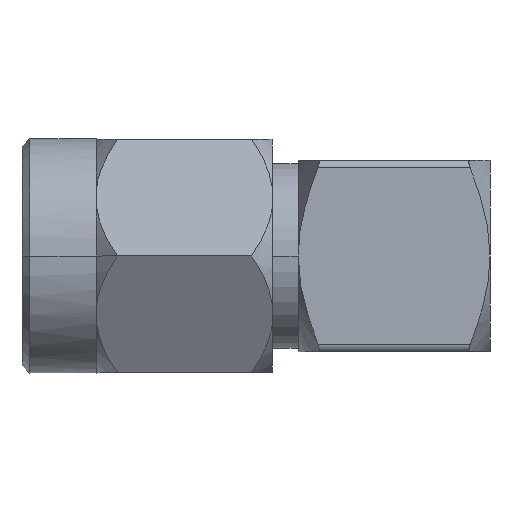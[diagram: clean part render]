
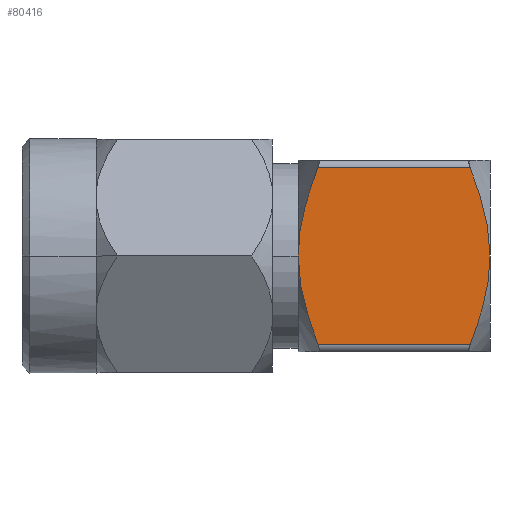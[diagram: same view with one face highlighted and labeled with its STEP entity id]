
A CAD part, left-side view. The second image highlights one B-rep face of the part: STEP entity #80416.
In plain terms, the highlighted planar face has unit normal (-1, 0, 0).
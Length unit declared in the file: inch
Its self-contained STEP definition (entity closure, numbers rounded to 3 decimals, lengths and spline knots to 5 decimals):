
#1270 = ORIENTED_EDGE ( 'NONE', *, *, #20594, .T. ) ;
#2983 = CARTESIAN_POINT ( 'NONE',  ( -0.125, -0.61, 0.01989 ) ) ;
#3279 = CARTESIAN_POINT ( 'NONE',  ( -0.125, -0.36331, -0.03944 ) ) ;
#6729 = DIRECTION ( 'NONE',  ( 0., -1., 0. ) ) ;
#8141 = CARTESIAN_POINT ( 'NONE',  ( -0.125, -0.61, 0. ) ) ;
#8818 = CARTESIAN_POINT ( 'NONE',  ( -0.125, -0.36, 0.01989 ) ) ;
#12879 = CARTESIAN_POINT ( 'NONE',  ( -0.125, -0.5841, -0.115 ) ) ;
#16703 = VERTEX_POINT ( 'NONE', #48697 ) ;
#17070 = VERTEX_POINT ( 'NONE', #24133 ) ;
#18560 = LINE ( 'NONE', #25028, #86092 ) ;
#20594 = EDGE_CURVE ( 'NONE', #90219, #17070, #61317, .T. ) ;
#22017 = CARTESIAN_POINT ( 'NONE',  ( -0.125, -0.59132, 0.09655 ) ) ;
#22702 = CARTESIAN_POINT ( 'NONE',  ( -0.125, -0.3859, 0.115 ) ) ;
#23007 = CARTESIAN_POINT ( 'NONE',  ( -0.125, -0.60669, -0.03944 ) ) ;
#23167 = EDGE_CURVE ( 'NONE', #16703, #48803, #27086, .T. ) ;
#24133 = CARTESIAN_POINT ( 'NONE',  ( -0.125, -0.5841, 0.115 ) ) ;
#25028 = CARTESIAN_POINT ( 'NONE',  ( -0.125, -0.00645, 0.115 ) ) ;
#25485 = CARTESIAN_POINT ( 'NONE',  ( -0.125, -0.36, 0. ) ) ;
#27086 = LINE ( 'NONE', #89853, #82996 ) ;
#29553 = CARTESIAN_POINT ( 'NONE',  ( -0.125, -0.3859, 0.115 ) ) ;
#31038 = CARTESIAN_POINT ( 'NONE',  ( -0.125, -0.3859, -0.115 ) ) ;
#31784 = B_SPLINE_CURVE_WITH_KNOTS ( 'NONE', 3,
 ( #22702, #50838, #78982, #43879, #8818, #36996 ),
 .UNSPECIFIED., .F., .F.,
 ( 4, 2, 4 ),
 ( 0.00852, 0.01003, 0.01153 ),
 .UNSPECIFIED. ) ;
#31949 = CARTESIAN_POINT ( 'NONE',  ( -0.125, -0.36, -0.00986 ) ) ;
#32854 = CARTESIAN_POINT ( 'NONE',  ( -0.125, -0.36521, -0.0491 ) ) ;
#33490 = ORIENTED_EDGE ( 'NONE', *, *, #65711, .T. ) ;
#34097 = CARTESIAN_POINT ( 'NONE',  ( -0.125, -0.60479, -0.0491 ) ) ;
#34837 = ORIENTED_EDGE ( 'NONE', *, *, #65383, .T. ) ;
#35297 = DIRECTION ( 'NONE',  ( -1., 0., 0. ) ) ;
#35744 = CARTESIAN_POINT ( 'NONE',  ( -0.125, -0.61, 0. ) ) ;
#36621 = VERTEX_POINT ( 'NONE', #29553 ) ;
#36996 = CARTESIAN_POINT ( 'NONE',  ( -0.125, -0.36, 0. ) ) ;
#40020 = AXIS2_PLACEMENT_3D ( 'NONE', #70365, #35297, #49587 ) ;
#41006 = CARTESIAN_POINT ( 'NONE',  ( -0.125, -0.5913, -0.09658 ) ) ;
#42209 = PLANE ( 'NONE',  #40020 ) ;
#43879 = CARTESIAN_POINT ( 'NONE',  ( -0.125, -0.36282, 0.03933 ) ) ;
#45776 = EDGE_LOOP ( 'NONE', ( #88646, #56363, #33490, #1270, #34837, #67652 ) ) ;
#47135 = CARTESIAN_POINT ( 'NONE',  ( -0.125, -0.37224, -0.07778 ) ) ;
#48697 = CARTESIAN_POINT ( 'NONE',  ( -0.125, -0.3859, -0.115 ) ) ;
#48803 = VERTEX_POINT ( 'NONE', #53154 ) ;
#49587 = DIRECTION ( 'NONE',  ( 0., -1., 0. ) ) ;
#50681 = CARTESIAN_POINT ( 'NONE',  ( -0.125, -0.61, -0.00986 ) ) ;
#50838 = CARTESIAN_POINT ( 'NONE',  ( -0.125, -0.37868, 0.09655 ) ) ;
#51491 = EDGE_CURVE ( 'NONE', #36621, #60526, #31784, .T. ) ;
#53154 = CARTESIAN_POINT ( 'NONE',  ( -0.125, -0.5841, -0.115 ) ) ;
#56363 = ORIENTED_EDGE ( 'NONE', *, *, #23167, .T. ) ;
#57076 = CARTESIAN_POINT ( 'NONE',  ( -0.125, -0.60718, 0.03933 ) ) ;
#58962 = CARTESIAN_POINT ( 'NONE',  ( -0.125, -0.6093, -0.01986 ) ) ;
#60526 = VERTEX_POINT ( 'NONE', #79219 ) ;
#61317 = B_SPLINE_CURVE_WITH_KNOTS ( 'NONE', 3,
 ( #8141, #2983, #57076, #85207, #22017, #78284 ),
 .UNSPECIFIED., .F., .F.,
 ( 4, 2, 4 ),
 ( 0.0068, 0.00832, 0.00983 ),
 .UNSPECIFIED. ) ;
#63431 = FACE_OUTER_BOUND ( 'NONE', #45776, .T. ) ;
#65383 = EDGE_CURVE ( 'NONE', #17070, #36621, #18560, .T. ) ;
#65711 = EDGE_CURVE ( 'NONE', #48803, #90219, #85335, .T. ) ;
#67447 = CARTESIAN_POINT ( 'NONE',  ( -0.125, -0.3787, -0.09658 ) ) ;
#67652 = ORIENTED_EDGE ( 'NONE', *, *, #51491, .T. ) ;
#69158 = CARTESIAN_POINT ( 'NONE',  ( -0.125, -0.59776, -0.07778 ) ) ;
#70365 = CARTESIAN_POINT ( 'NONE',  ( -0.125, -0.00645, -0.125 ) ) ;
#76212 = B_SPLINE_CURVE_WITH_KNOTS ( 'NONE', 3,
 ( #25485, #31949, #81780, #3279, #32854, #47135, #67447, #31038 ),
 .UNSPECIFIED., .F., .F.,
 ( 4, 2, 2, 4 ),
 ( 0.01153, 0.01227, 0.01302, 0.01451 ),
 .UNSPECIFIED. ) ;
#78284 = CARTESIAN_POINT ( 'NONE',  ( -0.125, -0.5841, 0.115 ) ) ;
#78982 = CARTESIAN_POINT ( 'NONE',  ( -0.125, -0.37219, 0.07761 ) ) ;
#79219 = CARTESIAN_POINT ( 'NONE',  ( -0.125, -0.36, 0. ) ) ;
#79736 = CARTESIAN_POINT ( 'NONE',  ( -0.125, -0.61, 0. ) ) ;
#80416 = ADVANCED_FACE ( 'NONE', ( #63431 ), #42209, .T. ) ;
#81309 = DIRECTION ( 'NONE',  ( 0., 1., 0. ) ) ;
#81780 = CARTESIAN_POINT ( 'NONE',  ( -0.125, -0.3607, -0.01986 ) ) ;
#82838 = EDGE_CURVE ( 'NONE', #60526, #16703, #76212, .T. ) ;
#82996 = VECTOR ( 'NONE', #6729, 39.37008 ) ;
#85207 = CARTESIAN_POINT ( 'NONE',  ( -0.125, -0.59781, 0.07761 ) ) ;
#85335 = B_SPLINE_CURVE_WITH_KNOTS ( 'NONE', 3,
 ( #12879, #41006, #69158, #34097, #23007, #58962, #50681, #79736 ),
 .UNSPECIFIED., .F., .F.,
 ( 4, 2, 2, 4 ),
 ( 0.00379, 0.0053, 0.00605, 0.0068 ),
 .UNSPECIFIED. ) ;
#86092 = VECTOR ( 'NONE', #81309, 39.37008 ) ;
#88646 = ORIENTED_EDGE ( 'NONE', *, *, #82838, .T. ) ;
#89853 = CARTESIAN_POINT ( 'NONE',  ( -0.125, -0.00645, -0.115 ) ) ;
#90219 = VERTEX_POINT ( 'NONE', #35744 ) ;
